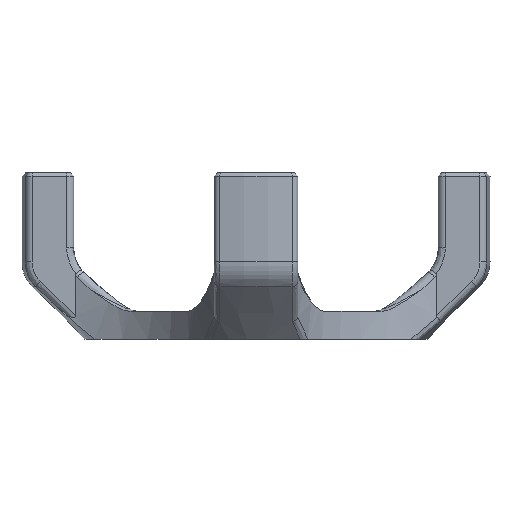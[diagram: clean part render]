
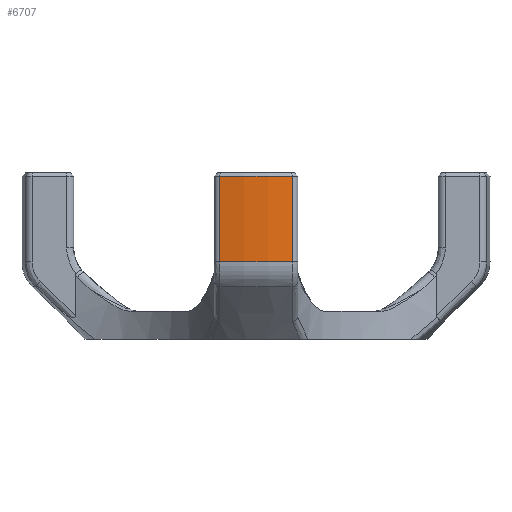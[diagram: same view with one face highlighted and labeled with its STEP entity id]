
A CAD part, left-side view. The second image highlights one B-rep face of the part: STEP entity #6707.
In plain terms, the highlighted cylindrical face has radius 26.5 mm (diameter 53 mm), a partial arc.
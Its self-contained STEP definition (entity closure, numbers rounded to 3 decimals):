
#417=FACE_OUTER_BOUND('',#818,.T.);
#818=EDGE_LOOP('',(#5127,#5128,#5129,#5130));
#1062=CIRCLE('',#7167,26.5);
#1069=CIRCLE('',#7179,26.5);
#1976=LINE('',#21303,#2262);
#1977=LINE('',#21306,#2263);
#2262=VECTOR('',#8206,10.);
#2263=VECTOR('',#8209,10.);
#2830=VERTEX_POINT('',#21269);
#2832=VERTEX_POINT('',#21275);
#2840=VERTEX_POINT('',#21302);
#2841=VERTEX_POINT('',#21304);
#3727=EDGE_CURVE('',#2830,#2832,#1062,.T.);
#3739=EDGE_CURVE('',#2840,#2830,#1976,.T.);
#3740=EDGE_CURVE('',#2841,#2840,#1069,.T.);
#3741=EDGE_CURVE('',#2832,#2841,#1977,.T.);
#5127=ORIENTED_EDGE('',*,*,#3727,.F.);
#5128=ORIENTED_EDGE('',*,*,#3739,.F.);
#5129=ORIENTED_EDGE('',*,*,#3740,.F.);
#5130=ORIENTED_EDGE('',*,*,#3741,.F.);
#6440=CYLINDRICAL_SURFACE('',#7178,26.5);
#6707=ADVANCED_FACE('',(#417),#6440,.T.);
#7167=AXIS2_PLACEMENT_3D('',#21279,#8177,#8178);
#7178=AXIS2_PLACEMENT_3D('',#21301,#8204,#8205);
#7179=AXIS2_PLACEMENT_3D('',#21305,#8207,#8208);
#8177=DIRECTION('center_axis',(0.,0.,1.));
#8178=DIRECTION('ref_axis',(-0.974,0.226,0.));
#8204=DIRECTION('center_axis',(0.,0.,1.));
#8205=DIRECTION('ref_axis',(-0.974,0.226,0.));
#8206=DIRECTION('',(0.,0.,1.));
#8207=DIRECTION('center_axis',(0.,0.,-1.));
#8208=DIRECTION('ref_axis',(-1.,0.,0.));
#8209=DIRECTION('',(0.,0.,-1.));
#21269=CARTESIAN_POINT('',(-32.986,5.196,19.3));
#21275=CARTESIAN_POINT('',(-32.986,-5.196,19.3));
#21279=CARTESIAN_POINT('Origin',(-7.,0.,
19.3));
#21301=CARTESIAN_POINT('Origin',(-7.,0.,
0.));
#21302=CARTESIAN_POINT('',(-32.986,5.196,7.071));
#21303=CARTESIAN_POINT('',(-32.986,5.196,0.));
#21304=CARTESIAN_POINT('',(-32.986,-5.196,7.071));
#21305=CARTESIAN_POINT('Origin',(-7.,0.,
7.071));
#21306=CARTESIAN_POINT('',(-32.986,-5.196,0.));
